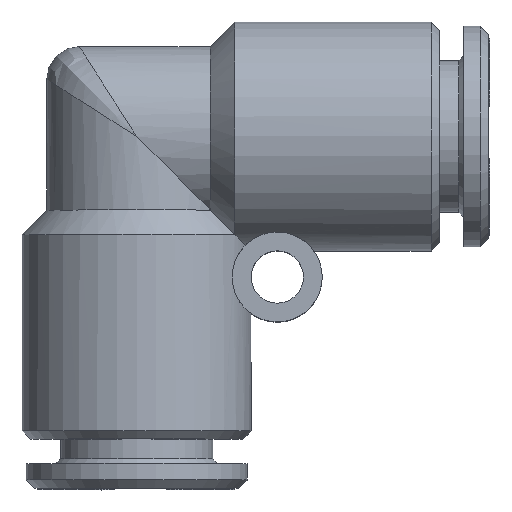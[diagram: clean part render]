
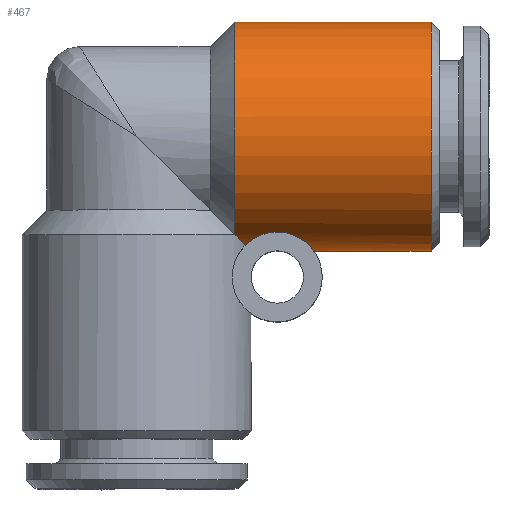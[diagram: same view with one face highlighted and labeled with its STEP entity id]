
A CAD part, top view. The second image highlights one B-rep face of the part: STEP entity #467.
In plain terms, the highlighted cylindrical face has radius 7 mm (diameter 14 mm), a full revolution.
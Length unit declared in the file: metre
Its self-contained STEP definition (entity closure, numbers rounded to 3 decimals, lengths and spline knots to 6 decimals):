
#467 = ADVANCED_FACE( 'NONE', ( #1238, #1239 ), #1240, .T. );
#1238 = FACE_OUTER_BOUND( '', #2990, .T. );
#1239 = FACE_OUTER_BOUND( '', #2991, .T. );
#1240 = CYLINDRICAL_SURFACE( '', #2992, 0.007 );
#2990 = EDGE_LOOP( '', ( #8066, #8067, #8068, #8069 ) );
#2991 = EDGE_LOOP( '', ( #8070 ) );
#2992 = AXIS2_PLACEMENT_3D( '', #8071, #8072, #8073 );
#8066 = ORIENTED_EDGE( '', *, *, #10747, .F. );
#8067 = ORIENTED_EDGE( '', *, *, #10748, .F. );
#8068 = ORIENTED_EDGE( '', *, *, #10749, .F. );
#8069 = ORIENTED_EDGE( '', *, *, #10750, .F. );
#8070 = ORIENTED_EDGE( '', *, *, #10751, .T. );
#8071 = CARTESIAN_POINT( '', ( -0.021146, 0., 0. ) );
#8072 = DIRECTION( '', ( 1., 0., 0. ) );
#8073 = DIRECTION( '', ( 0., 0., 1. ) );
#10747 = EDGE_CURVE( 'NONE', #12157, #12158, #12159, .T. );
#10748 = EDGE_CURVE( 'NONE', #12160, #12157, #12161, .T. );
#10749 = EDGE_CURVE( 'NONE', #12162, #12160, #12163, .T. );
#10750 = EDGE_CURVE( 'NONE', #12158, #12162, #12164, .T. );
#10751 = EDGE_CURVE( 'NONE', #12165, #12165, #12166, .T. );
#12157 = VERTEX_POINT( 'NONE', #14767 );
#12158 = VERTEX_POINT( 'NONE', #14768 );
#12159 = CIRCLE( '', #14769, 0.007 );
#12160 = VERTEX_POINT( 'NONE', #14770 );
#12161 = ( BOUNDED_CURVE(  )B_SPLINE_CURVE( 3, ( #14773, #14774, #14775, #14776 ), .UNSPECIFIED., .F., .F. )B_SPLINE_CURVE_WITH_KNOTS( ( 4, 4 ), ( 3.456647, 3.682692 ), .UNSPECIFIED. )CURVE(  )GEOMETRIC_REPRESENTATION_ITEM(  )RATIONAL_B_SPLINE_CURVE( ( 1., 0.996, 0.996, 1. ) )REPRESENTATION_ITEM( '' ) );
#12162 = VERTEX_POINT( 'NONE', #14782 );
#12163 = B_SPLINE_CURVE_WITH_KNOTS( '', 3, ( #14783, #14784, #14785, #14786, #14787, #14788, #14789, #14790, #14791, #14792, #14793, #14794, #14795, #14796, #14797, #14798, #14799, #14800, #14801, #14802, #14803, #14804, #14805, #14806, #14807, #14808, #14809, #14810, #14811, #14812, #14813, #14814, #14815, #14816 ), .UNSPECIFIED., .F., .F., ( 4, 1, 1, 1, 1, 1, 1, 1, 1, 1, 1, 1, 1, 1, 1, 1, 1, 1, 1, 1, 1, 1, 1, 1, 1, 1, 1, 1, 1, 1, 1, 4 ), ( 0., 0.013145, 0.025951, 0.038456, 0.050697, 0.062714, 0.095086, 0.125439, 0.156775, 0.18802, 0.218753, 0.250774, 0.281095, 0.313472, 0.375852, 0.438, 0.500573, 0.562647, 0.624849, 0.687188, 0.719496, 0.749762, 0.781602, 0.812185, 0.843447, 0.874798, 0.906135, 0.921602, 0.937484, 0.957571, 0.978351, 1. ), .UNSPECIFIED. );
#12164 = ( BOUNDED_CURVE(  )B_SPLINE_CURVE( 3, ( #14819, #14820, #14821, #14822 ), .UNSPECIFIED., .F., .F. )B_SPLINE_CURVE_WITH_KNOTS( ( 4, 4 ), ( 2.600493, 2.826538 ), .UNSPECIFIED. )CURVE(  )GEOMETRIC_REPRESENTATION_ITEM(  )RATIONAL_B_SPLINE_CURVE( ( 1., 0.996, 0.996, 1. ) )REPRESENTATION_ITEM( '' ) );
#12165 = VERTEX_POINT( '', #14828 );
#12166 = CIRCLE( '', #14829, 0.007 );
#14767 = CARTESIAN_POINT( '', ( 0.006, -0.006, 0.003606 ) );
#14768 = CARTESIAN_POINT( '', ( 0.006, -0.006, -0.003606 ) );
#14769 = AXIS2_PLACEMENT_3D( '', #20512, #20513, #20514 );
#14770 = CARTESIAN_POINT( '', ( 0.006655, -0.006655, 0.002169 ) );
#14773 = CARTESIAN_POINT( '', ( 0.006655, -0.006655, 0.002169 ) );
#14774 = CARTESIAN_POINT( '', ( 0.006492, -0.006492, 0.002672 ) );
#14775 = CARTESIAN_POINT( '', ( 0.006272, -0.006272, 0.003152 ) );
#14776 = CARTESIAN_POINT( '', ( 0.006, -0.006, 0.003606 ) );
#14782 = CARTESIAN_POINT( '', ( 0.006655, -0.006655, -0.002169 ) );
#14783 = CARTESIAN_POINT( '', ( 0.006655, -0.006655, -0.002169 ) );
#14784 = CARTESIAN_POINT( '', ( 0.006677, -0.006634, -0.002232 ) );
#14785 = CARTESIAN_POINT( '', ( 0.00672, -0.006593, -0.002357 ) );
#14786 = CARTESIAN_POINT( '', ( 0.006794, -0.006525, -0.002536 ) );
#14787 = CARTESIAN_POINT( '', ( 0.006875, -0.006457, -0.002705 ) );
#14788 = CARTESIAN_POINT( '', ( 0.006965, -0.006388, -0.002865 ) );
#14789 = CARTESIAN_POINT( '', ( 0.00712, -0.006278, -0.0031 ) );
#14790 = CARTESIAN_POINT( '', ( 0.007365, -0.006132, -0.003383 ) );
#14791 = CARTESIAN_POINT( '', ( 0.007757, -0.00597, -0.003658 ) );
#14792 = CARTESIAN_POINT( '', ( 0.008218, -0.005861, -0.003827 ) );
#14793 = CARTESIAN_POINT( '', ( 0.008723, -0.005837, -0.003863 ) );
#14794 = CARTESIAN_POINT( '', ( 0.009217, -0.005906, -0.003761 ) );
#14795 = CARTESIAN_POINT( '', ( 0.009644, -0.006045, -0.003535 ) );
#14796 = CARTESIAN_POINT( '', ( 0.009998, -0.006223, -0.003215 ) );
#14797 = CARTESIAN_POINT( '', ( 0.010357, -0.006468, -0.002705 ) );
#14798 = CARTESIAN_POINT( '', ( 0.01064, -0.006745, -0.001957 ) );
#14799 = CARTESIAN_POINT( '', ( 0.010804, -0.006953, -0.00099 ) );
#14800 = CARTESIAN_POINT( '', ( 0.010853, -0.007024, 0.000007 ) );
#14801 = CARTESIAN_POINT( '', ( 0.010803, -0.006951, 0.001003 ) );
#14802 = CARTESIAN_POINT( '', ( 0.010637, -0.006742, 0.001967 ) );
#14803 = CARTESIAN_POINT( '', ( 0.010353, -0.006464, 0.002714 ) );
#14804 = CARTESIAN_POINT( '', ( 0.009992, -0.006219, 0.003222 ) );
#14805 = CARTESIAN_POINT( '', ( 0.009638, -0.006042, 0.003539 ) );
#14806 = CARTESIAN_POINT( '', ( 0.009211, -0.005905, 0.003762 ) );
#14807 = CARTESIAN_POINT( '', ( 0.008718, -0.005837, 0.003863 ) );
#14808 = CARTESIAN_POINT( '', ( 0.008214, -0.005862, 0.003826 ) );
#14809 = CARTESIAN_POINT( '', ( 0.007749, -0.005972, 0.003655 ) );
#14810 = CARTESIAN_POINT( '', ( 0.007425, -0.006108, 0.003423 ) );
#14811 = CARTESIAN_POINT( '', ( 0.007206, -0.006227, 0.003199 ) );
#14812 = CARTESIAN_POINT( '', ( 0.007048, -0.006327, 0.002998 ) );
#14813 = CARTESIAN_POINT( '', ( 0.0069, -0.006436, 0.002758 ) );
#14814 = CARTESIAN_POINT( '', ( 0.006763, -0.006551, 0.002476 ) );
#14815 = CARTESIAN_POINT( '', ( 0.006692, -0.00662, 0.002273 ) );
#14816 = CARTESIAN_POINT( '', ( 0.006655, -0.006655, 0.002169 ) );
#14819 = CARTESIAN_POINT( '', ( 0.006, -0.006, -0.003606 ) );
#14820 = CARTESIAN_POINT( '', ( 0.006272, -0.006272, -0.003152 ) );
#14821 = CARTESIAN_POINT( '', ( 0.006492, -0.006492, -0.002672 ) );
#14822 = CARTESIAN_POINT( '', ( 0.006655, -0.006655, -0.002169 ) );
#14828 = CARTESIAN_POINT( '', ( 0.018, 0., 0.007 ) );
#14829 = AXIS2_PLACEMENT_3D( '', #20515, #20516, #20517 );
#20512 = CARTESIAN_POINT( '', ( 0.006, 0., 0. ) );
#20513 = DIRECTION( '', ( -1., 0., 0. ) );
#20514 = DIRECTION( '', ( 0., 0., 1. ) );
#20515 = CARTESIAN_POINT( '', ( 0.018, 0., 0. ) );
#20516 = DIRECTION( '', ( -1., 0., 0. ) );
#20517 = DIRECTION( '', ( 0., 0., 1. ) );
